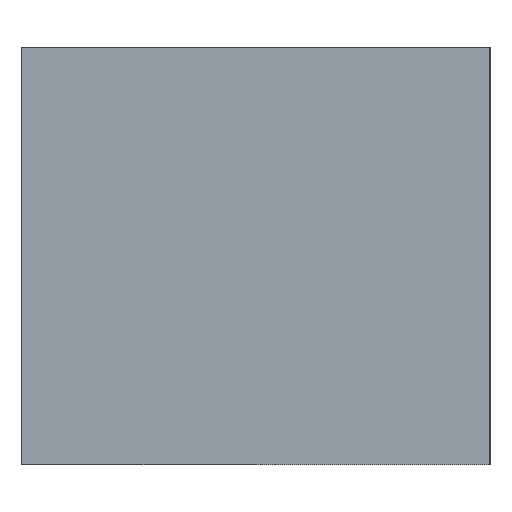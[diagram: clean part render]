
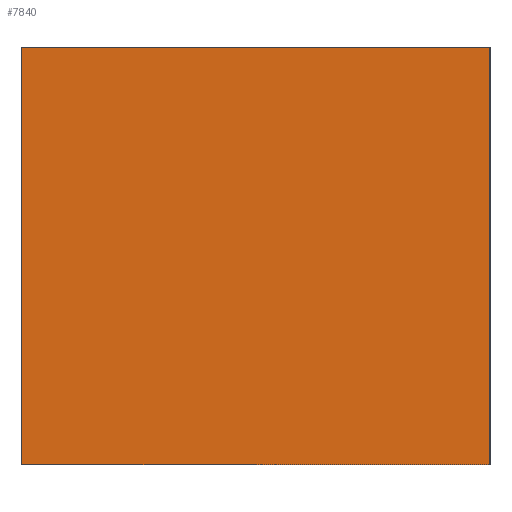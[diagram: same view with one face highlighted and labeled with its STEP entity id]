
A CAD part, left-side view. The second image highlights one B-rep face of the part: STEP entity #7840.
In plain terms, the highlighted planar face has unit normal (-1, 0.018, 0).
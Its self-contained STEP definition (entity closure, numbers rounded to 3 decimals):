
#239 = VECTOR ( 'NONE', #3132, 1000. ) ;
#981 = CARTESIAN_POINT ( 'NONE',  ( -13.55, 16.8, 7.5 ) ) ;
#1238 = EDGE_LOOP ( 'NONE', ( #5046, #4576, #6984, #8338 ) ) ;
#1758 = VERTEX_POINT ( 'NONE', #8102 ) ;
#1771 = EDGE_CURVE ( 'NONE', #4202, #9750, #9908, .T. ) ;
#1885 = VECTOR ( 'NONE', #6326, 1000. ) ;
#2348 = CARTESIAN_POINT ( 'NONE',  ( -13.55, 16.8, 7.5 ) ) ;
#2518 = EDGE_CURVE ( 'NONE', #9750, #1758, #6650, .T. ) ;
#2569 = EDGE_CURVE ( 'NONE', #7608, #1758, #8461, .T. ) ;
#2701 = EDGE_CURVE ( 'NONE', #4202, #7608, #10015, .T. ) ;
#2788 = DIRECTION ( 'NONE',  ( -0.017, -1., 0. ) ) ;
#3099 = DIRECTION ( 'NONE',  ( 0., 0., 1. ) ) ;
#3132 = DIRECTION ( 'NONE',  ( -0.017, -1., 0. ) ) ;
#3776 = DIRECTION ( 'NONE',  ( -1., 0.017, 0. ) ) ;
#4202 = VERTEX_POINT ( 'NONE', #9691 ) ;
#4318 = CARTESIAN_POINT ( 'NONE',  ( -13.55, 16.8, -7.5 ) ) ;
#4469 = CARTESIAN_POINT ( 'NONE',  ( -13.55, 16.8, -7.5 ) ) ;
#4576 = ORIENTED_EDGE ( 'NONE', *, *, #2569, .F. ) ;
#4675 = VECTOR ( 'NONE', #3099, 1000. ) ;
#5039 = AXIS2_PLACEMENT_3D ( 'NONE', #4469, #3776, #9103 ) ;
#5046 = ORIENTED_EDGE ( 'NONE', *, *, #2518, .T. ) ;
#6290 = CARTESIAN_POINT ( 'NONE',  ( -13.55, 16.8, -7.5 ) ) ;
#6326 = DIRECTION ( 'NONE',  ( 0., 0., 1. ) ) ;
#6577 = CARTESIAN_POINT ( 'NONE',  ( -13.843, 0., -7.5 ) ) ;
#6650 = LINE ( 'NONE', #6577, #4675 ) ;
#6984 = ORIENTED_EDGE ( 'NONE', *, *, #2701, .F. ) ;
#7608 = VERTEX_POINT ( 'NONE', #981 ) ;
#7840 = ADVANCED_FACE ( 'NONE', ( #8081 ), #8297, .T. ) ;
#8081 = FACE_OUTER_BOUND ( 'NONE', #1238, .T. ) ;
#8102 = CARTESIAN_POINT ( 'NONE',  ( -13.843, 0., 7.5 ) ) ;
#8297 = PLANE ( 'NONE',  #5039 ) ;
#8338 = ORIENTED_EDGE ( 'NONE', *, *, #1771, .T. ) ;
#8461 = LINE ( 'NONE', #2348, #239 ) ;
#8570 = CARTESIAN_POINT ( 'NONE',  ( -13.843, 0., -7.5 ) ) ;
#9103 = DIRECTION ( 'NONE',  ( -0.017, -1., 0. ) ) ;
#9418 = VECTOR ( 'NONE', #2788, 1000. ) ;
#9691 = CARTESIAN_POINT ( 'NONE',  ( -13.55, 16.8, -7.5 ) ) ;
#9750 = VERTEX_POINT ( 'NONE', #8570 ) ;
#9908 = LINE ( 'NONE', #4318, #9418 ) ;
#10015 = LINE ( 'NONE', #6290, #1885 ) ;
